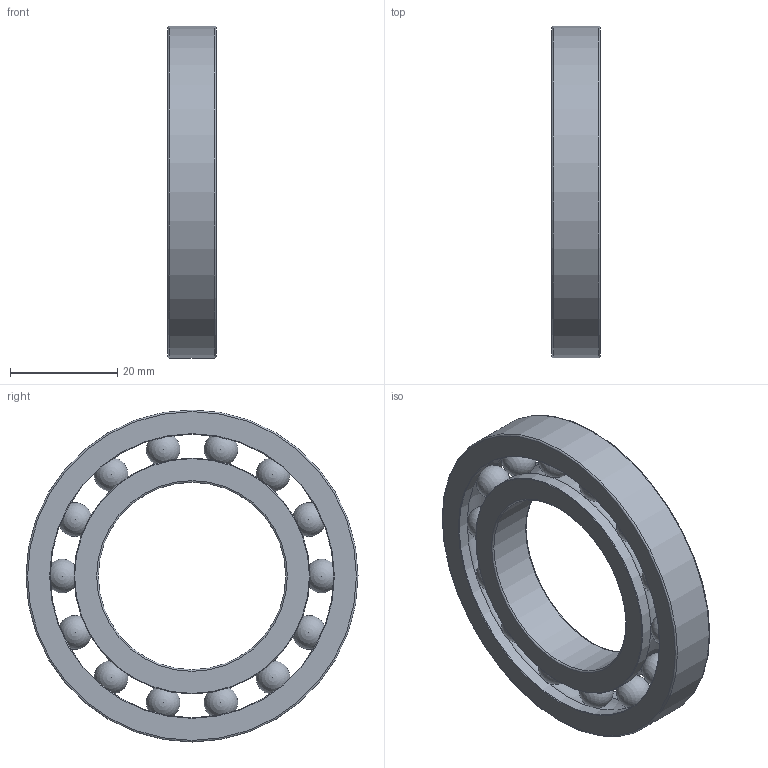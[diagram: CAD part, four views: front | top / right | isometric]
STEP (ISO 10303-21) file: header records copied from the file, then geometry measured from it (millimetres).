
FILE_DESCRIPTION( ( 'STEP AP214' ), '1' );
FILE_NAME( 'SKF_16007.stp', '2021-12-15T12:43:56', ( 'License CC BY-ND 4.0' ), ( 'CADENAS' ), ' ', 'PARTsolutions', ' ' );
FILE_SCHEMA( ( 'AUTOMOTIVE_DESIGN { 1 0 10303 214 1 1 1 1 }' ) );
Length unit declared in the file: millimetre
Products named in the file (5): SKF_16007; _SKF_16007_PART1; _SKF_16007_PART2; _SKF_16007_PART3; _SKF_16007_PART4
Assembly tree (30 placements, depth 2):
  SKF_16007
    _SKF_16007_PART1
    _SKF_16007_PART2
    _SKF_16007_PART3  x14
    _SKF_16007_PART4  x14
Bounding box: 9 x 62 x 62 mm (x, y, z)
Volume: 13369.9 mm3; surface area: 10068.5 mm2
Topology: 16 solids, 16 shells, 34 faces, 78 edges, 62 vertices
Faces by surface type: sphere 14, torus 10, cylinder 6, plane 4
Full cylindrical faces by diameter (mm): 35 x1, 44.05 x2, 52.95 x2, 62 x1
Entity records: 900 total; most frequent: DIRECTION 144, CARTESIAN_POINT 96, AXIS2_PLACEMENT_3D 72, EDGE_LOOP 40, ORIENTED_EDGE 40, FACE_OUTER_BOUND 36, PRODUCT_DEFINITION_SHAPE 35, CONTEXT_DEPENDENT_SHAPE_REPRESENTATION 30
